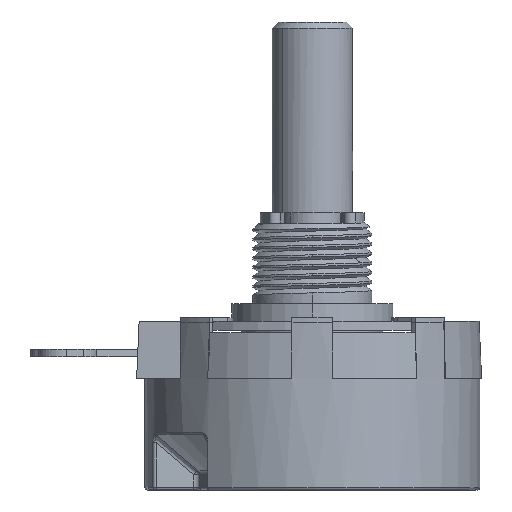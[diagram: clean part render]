
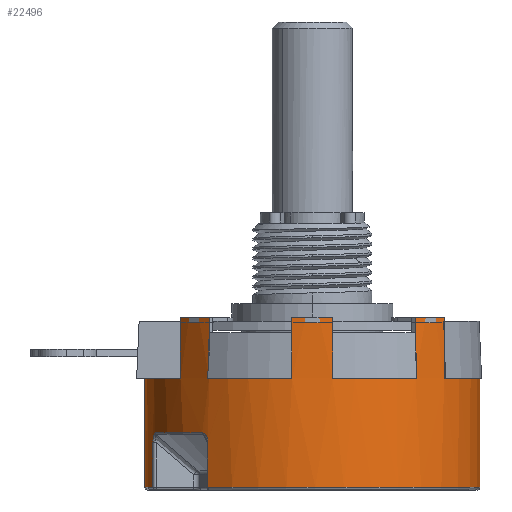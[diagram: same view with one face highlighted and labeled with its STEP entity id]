
A CAD part, left-side view. The second image highlights one B-rep face of the part: STEP entity #22496.
In plain terms, the highlighted cylindrical face has radius 13.2 mm (diameter 26.4 mm), a partial arc.
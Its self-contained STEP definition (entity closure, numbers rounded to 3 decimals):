
#20807=DIRECTION('',(0.,0.,1.));
#20808=VECTOR('',#20807,8.6);
#20809=CARTESIAN_POINT('',(13.35,0.15,-13.1));
#20810=LINE('',#20809,#20808);
#20820=DIRECTION('',(0.,0.,1.));
#20821=VECTOR('',#20820,3.527);
#20822=CARTESIAN_POINT('',(9.301,25.914,
-13.1));
#20823=LINE('',#20822,#20821);
#20824=CARTESIAN_POINT('',(13.35,13.35,-13.1));
#20825=DIRECTION('',(0.,0.,-1.));
#20826=DIRECTION('',(-0.307,0.952,0.));
#20827=AXIS2_PLACEMENT_3D('',#20824,#20825,#20826);
#20829=DIRECTION('',(0.,0.,1.));
#20830=VECTOR('',#20829,8.6);
#20831=CARTESIAN_POINT('',(13.35,26.55,-13.1));
#20832=LINE('',#20831,#20830);
#20833=CARTESIAN_POINT('',(13.35,13.35,-4.5));
#20834=DIRECTION('',(0.,0.,1.));
#20835=DIRECTION('',(0.,1.,0.));
#20836=AXIS2_PLACEMENT_3D('',#20833,#20834,#20835);
#20838=DIRECTION('',(0.,0.,1.));
#20839=VECTOR('',#20838,4.8);
#20840=CARTESIAN_POINT('',(5.216,23.746,-4.5));
#20841=LINE('',#20840,#20839);
#20842=CARTESIAN_POINT('',(13.35,13.35,0.3));
#20843=DIRECTION('',(0.,0.,1.));
#20844=DIRECTION('',(-0.616,0.788,0.));
#20845=AXIS2_PLACEMENT_3D('',#20842,#20843,#20844);
#20847=DIRECTION('',(0.,0.,1.));
#20848=VECTOR('',#20847,4.8);
#20849=CARTESIAN_POINT('',(2.954,21.484,-4.5));
#20850=LINE('',#20849,#20848);
#20851=CARTESIAN_POINT('',(13.35,13.35,-4.5));
#20852=DIRECTION('',(0.,0.,1.));
#20853=DIRECTION('',(-0.788,0.616,0.));
#20854=AXIS2_PLACEMENT_3D('',#20851,#20852,#20853);
#20856=DIRECTION('',(0.,0.,1.));
#20857=VECTOR('',#20856,4.8);
#20858=CARTESIAN_POINT('',(0.247,14.95,-4.5));
#20859=LINE('',#20858,#20857);
#20860=CARTESIAN_POINT('',(13.35,13.35,0.3));
#20861=DIRECTION('',(0.,0.,1.));
#20862=DIRECTION('',(-0.993,0.121,0.));
#20863=AXIS2_PLACEMENT_3D('',#20860,#20861,#20862);
#20865=DIRECTION('',(0.,0.,1.));
#20866=VECTOR('',#20865,4.8);
#20867=CARTESIAN_POINT('',(0.247,11.75,-4.5));
#20868=LINE('',#20867,#20866);
#20869=CARTESIAN_POINT('',(13.35,13.35,-4.5));
#20870=DIRECTION('',(0.,0.,1.));
#20871=DIRECTION('',(-0.993,-0.121,0.));
#20872=AXIS2_PLACEMENT_3D('',#20869,#20870,#20871);
#20874=DIRECTION('',(0.,0.,1.));
#20875=VECTOR('',#20874,4.8);
#20876=CARTESIAN_POINT('',(2.954,5.216,-4.5));
#20877=LINE('',#20876,#20875);
#20878=CARTESIAN_POINT('',(13.35,13.35,0.3));
#20879=DIRECTION('',(0.,0.,1.));
#20880=DIRECTION('',(-0.788,-0.616,0.));
#20881=AXIS2_PLACEMENT_3D('',#20878,#20879,#20880);
#20883=DIRECTION('',(0.,0.,1.));
#20884=VECTOR('',#20883,4.8);
#20885=CARTESIAN_POINT('',(5.216,2.954,-4.5));
#20886=LINE('',#20885,#20884);
#20887=CARTESIAN_POINT('',(13.35,13.35,-4.5));
#20888=DIRECTION('',(0.,0.,1.));
#20889=DIRECTION('',(-0.616,-0.788,0.));
#20890=AXIS2_PLACEMENT_3D('',#20887,#20888,#20889);
#20892=CARTESIAN_POINT('',(13.35,13.35,-13.1));
#20893=DIRECTION('',(0.,0.,-1.));
#20894=DIRECTION('',(0.,-1.,0.));
#20895=AXIS2_PLACEMENT_3D('',#20892,#20893,#20894);
#20897=DIRECTION('',(0.,0.,-1.));
#20898=VECTOR('',#20897,3.527);
#20899=CARTESIAN_POINT('',(3.027,21.576,
-9.573));
#20900=LINE('',#20899,#20898);
#20901=CARTESIAN_POINT('',(3.41,22.035,
-8.805));
#20902=CARTESIAN_POINT('',(3.381,22.002,
-8.805));
#20903=CARTESIAN_POINT('',(3.323,21.936,
-8.817));
#20904=CARTESIAN_POINT('',(3.238,21.835,
-8.876));
#20905=CARTESIAN_POINT('',(3.165,21.746,
-8.972));
#20906=CARTESIAN_POINT('',(3.114,21.685,
-9.075));
#20907=CARTESIAN_POINT('',(3.08,21.642,
-9.174));
#20908=CARTESIAN_POINT('',(3.057,21.613,
-9.268));
#20909=CARTESIAN_POINT('',(3.042,21.595,
-9.354));
#20910=CARTESIAN_POINT('',(3.032,21.583,
-9.433));
#20911=CARTESIAN_POINT('',(3.028,21.577,
-9.506));
#20912=CARTESIAN_POINT('',(3.027,21.576,
-9.552));
#20913=CARTESIAN_POINT('',(3.027,21.576,
-9.573));
#20915=CARTESIAN_POINT('',(13.35,13.35,-8.805));
#20916=DIRECTION('',(0.,0.,1.));
#20917=DIRECTION('',(-0.349,0.937,0.));
#20918=AXIS2_PLACEMENT_3D('',#20915,#20916,#20917);
#20920=CARTESIAN_POINT('',(9.301,25.914,
-9.573));
#20921=CARTESIAN_POINT('',(9.301,25.914,
-9.501));
#20922=CARTESIAN_POINT('',(9.287,25.909,
-9.367));
#20923=CARTESIAN_POINT('',(9.233,25.892,
-9.194));
#20924=CARTESIAN_POINT('',(9.157,25.866,
-9.053));
#20925=CARTESIAN_POINT('',(9.067,25.836,
-8.945));
#20926=CARTESIAN_POINT('',(8.974,25.804,
-8.871));
#20927=CARTESIAN_POINT('',(8.863,25.764,
-8.818));
#20928=CARTESIAN_POINT('',(8.78,25.734,
-8.805));
#20929=CARTESIAN_POINT('',(8.737,25.718,
-8.805));
#21731=CARTESIAN_POINT('',(2.954,21.484,-4.5));
#21733=VERTEX_POINT('',#21731);
#21734=CARTESIAN_POINT('',(0.247,14.95,-4.5));
#21736=VERTEX_POINT('',#21734);
#21739=CARTESIAN_POINT('',(0.247,11.75,-4.5));
#21741=VERTEX_POINT('',#21739);
#21742=CARTESIAN_POINT('',(2.954,5.216,-4.5));
#21744=VERTEX_POINT('',#21742);
#21750=CARTESIAN_POINT('',(5.216,23.746,-4.5));
#21752=VERTEX_POINT('',#21750);
#21755=CARTESIAN_POINT('',(5.216,2.954,-4.5));
#21757=VERTEX_POINT('',#21755);
#21770=CARTESIAN_POINT('',(13.35,26.55,-4.5));
#21771=VERTEX_POINT('',#21770);
#21776=CARTESIAN_POINT('',(13.35,0.15,-4.5));
#21777=VERTEX_POINT('',#21776);
#21786=CARTESIAN_POINT('',(13.35,26.55,-13.1));
#21787=CARTESIAN_POINT('',(13.35,0.15,-13.1));
#21788=VERTEX_POINT('',#21786);
#21789=VERTEX_POINT('',#21787);
#21798=CARTESIAN_POINT('',(5.216,23.746,0.3));
#21799=CARTESIAN_POINT('',(2.954,21.484,0.3));
#21800=VERTEX_POINT('',#21798);
#21801=VERTEX_POINT('',#21799);
#21802=CARTESIAN_POINT('',(0.247,14.95,0.3));
#21803=CARTESIAN_POINT('',(0.247,11.75,0.3));
#21804=VERTEX_POINT('',#21802);
#21805=VERTEX_POINT('',#21803);
#21806=CARTESIAN_POINT('',(2.954,5.216,0.3));
#21807=CARTESIAN_POINT('',(5.216,2.954,0.3));
#21808=VERTEX_POINT('',#21806);
#21809=VERTEX_POINT('',#21807);
#21946=CARTESIAN_POINT('',(9.301,25.914,
-13.1));
#21947=CARTESIAN_POINT('',(9.301,25.914,
-9.573));
#21948=VERTEX_POINT('',#21946);
#21949=VERTEX_POINT('',#21947);
#21952=VERTEX_POINT('',#20929);
#21954=CARTESIAN_POINT('',(3.41,22.035,
-8.805));
#21955=VERTEX_POINT('',#21954);
#21958=VERTEX_POINT('',#20913);
#21960=CARTESIAN_POINT('',(3.027,21.576,
-13.1));
#21961=VERTEX_POINT('',#21960);
#22457=CARTESIAN_POINT('',(13.35,13.35,-13.3));
#22458=DIRECTION('',(0.,0.,1.));
#22459=DIRECTION('',(0.,-1.,0.));
#22460=AXIS2_PLACEMENT_3D('',#22457,#22458,#22459);
#22461=CYLINDRICAL_SURFACE('',#22460,13.2);
#22463=ORIENTED_EDGE('',*,*,#22462,.F.);
#22465=ORIENTED_EDGE('',*,*,#22464,.T.);
#22466=ORIENTED_EDGE('',*,*,#22439,.T.);
#22467=ORIENTED_EDGE('',*,*,#22088,.T.);
#22468=ORIENTED_EDGE('',*,*,#22332,.T.);
#22470=ORIENTED_EDGE('',*,*,#22469,.T.);
#22471=ORIENTED_EDGE('',*,*,#22222,.F.);
#22472=ORIENTED_EDGE('',*,*,#22040,.T.);
#22473=ORIENTED_EDGE('',*,*,#22244,.T.);
#22475=ORIENTED_EDGE('',*,*,#22474,.T.);
#22476=ORIENTED_EDGE('',*,*,#22266,.F.);
#22477=ORIENTED_EDGE('',*,*,#22063,.T.);
#22478=ORIENTED_EDGE('',*,*,#22288,.T.);
#22480=ORIENTED_EDGE('',*,*,#22479,.T.);
#22481=ORIENTED_EDGE('',*,*,#22354,.F.);
#22482=ORIENTED_EDGE('',*,*,#22117,.T.);
#22483=ORIENTED_EDGE('',*,*,#22443,.F.);
#22485=ORIENTED_EDGE('',*,*,#22484,.T.);
#22487=ORIENTED_EDGE('',*,*,#22486,.F.);
#22489=ORIENTED_EDGE('',*,*,#22488,.F.);
#22491=ORIENTED_EDGE('',*,*,#22490,.F.);
#22493=ORIENTED_EDGE('',*,*,#22492,.F.);
#22494=EDGE_LOOP('',(#22463,#22465,#22466,#22467,#22468,#22470,#22471,#22472,
#22473,#22475,#22476,#22477,#22478,#22480,#22481,#22482,#22483,#22485,#22487,
#22489,#22491,#22493));
#22495=FACE_OUTER_BOUND('',#22494,.F.);
#22496=ADVANCED_FACE('',(#22495),#22461,.T.);
#20828=CIRCLE('',#20827,13.2);
#20837=CIRCLE('',#20836,13.2);
#20846=CIRCLE('',#20845,13.2);
#20855=CIRCLE('',#20854,13.2);
#20864=CIRCLE('',#20863,13.2);
#20873=CIRCLE('',#20872,13.2);
#20882=CIRCLE('',#20881,13.2);
#20891=CIRCLE('',#20890,13.2);
#20896=CIRCLE('',#20895,13.2);
#20914=B_SPLINE_CURVE_WITH_KNOTS('',3,(#20901,#20902,#20903,#20904,#20905,
#20906,#20907,#20908,#20909,#20910,#20911,#20912,#20913),.UNSPECIFIED.,.F.,.F.,(
4,1,1,1,1,1,1,1,1,1,4),(0.,0.1,0.2,0.3,0.4,0.5,0.6,0.7,0.8,
0.9,1.),.UNSPECIFIED.);
#20919=CIRCLE('',#20918,13.2);
#20930=B_SPLINE_CURVE_WITH_KNOTS('',3,(#20920,#20921,#20922,#20923,#20924,
#20925,#20926,#20927,#20928,#20929),.UNSPECIFIED.,.F.,.F.,(4,1,1,1,1,1,1,4),(
0.,0.143,0.286,0.429,0.571,
0.714,0.857,1.),.UNSPECIFIED.);
#22040=EDGE_CURVE('',#21733,#21736,#20855,.T.);
#22063=EDGE_CURVE('',#21741,#21744,#20873,.T.);
#22088=EDGE_CURVE('',#21771,#21752,#20837,.T.);
#22117=EDGE_CURVE('',#21757,#21777,#20891,.T.);
#22222=EDGE_CURVE('',#21733,#21801,#20850,.T.);
#22244=EDGE_CURVE('',#21736,#21804,#20859,.T.);
#22266=EDGE_CURVE('',#21741,#21805,#20868,.T.);
#22288=EDGE_CURVE('',#21744,#21808,#20877,.T.);
#22332=EDGE_CURVE('',#21752,#21800,#20841,.T.);
#22354=EDGE_CURVE('',#21757,#21809,#20886,.T.);
#22439=EDGE_CURVE('',#21788,#21771,#20832,.T.);
#22443=EDGE_CURVE('',#21789,#21777,#20810,.T.);
#22462=EDGE_CURVE('',#21948,#21949,#20823,.T.);
#22464=EDGE_CURVE('',#21948,#21788,#20828,.T.);
#22469=EDGE_CURVE('',#21800,#21801,#20846,.T.);
#22474=EDGE_CURVE('',#21804,#21805,#20864,.T.);
#22479=EDGE_CURVE('',#21808,#21809,#20882,.T.);
#22484=EDGE_CURVE('',#21789,#21961,#20896,.T.);
#22486=EDGE_CURVE('',#21958,#21961,#20900,.T.);
#22488=EDGE_CURVE('',#21955,#21958,#20914,.T.);
#22490=EDGE_CURVE('',#21952,#21955,#20919,.T.);
#22492=EDGE_CURVE('',#21949,#21952,#20930,.T.);
